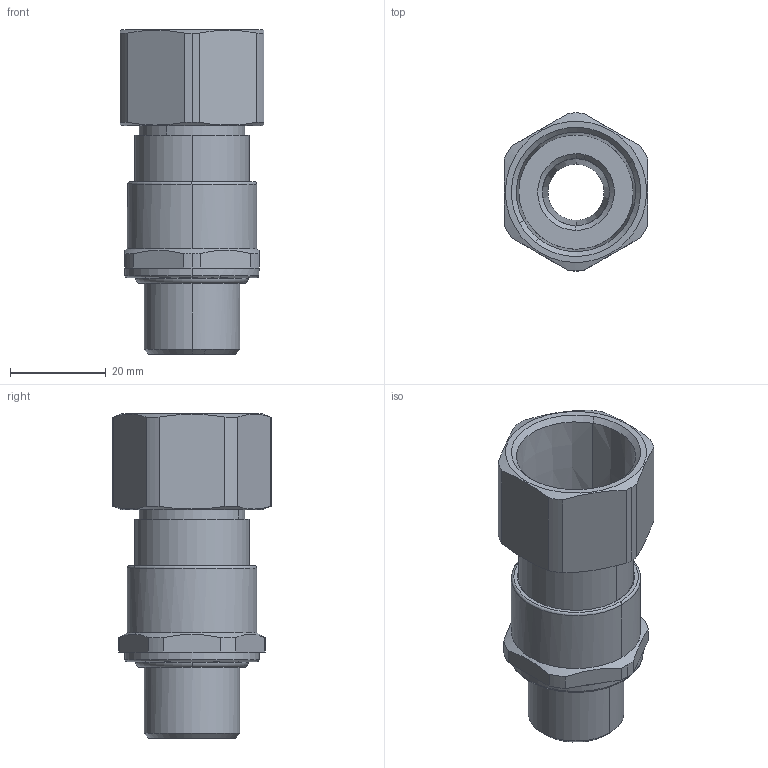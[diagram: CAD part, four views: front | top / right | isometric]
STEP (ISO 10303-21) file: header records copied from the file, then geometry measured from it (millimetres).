
FILE_DESCRIPTION(('CATIA V5 STEP Exchange','CAx-IF Rec.Pracs.--- Model Styling and Organization---1.4--- 2014-01-23'),'2;1');
FILE_NAME ('141536-1_1_1205290000_1205290000.stp','2020-12-23T07:59:57+00:00',('none'),('Weidmueller'),'CATIA Version 5-6 Release 2016 SP3 HF44','CATIA V5 STEP AP214','none');
FILE_SCHEMA(('AUTOMOTIVE_DESIGN { 1 0 10303 214 1 1 1 1 }'));
Length unit declared in the file: millimetre
Products named in the file (1): A2LC_20-M20-NPT0.75F-WM
Bounding box: 30 x 33 x 67.75 mm (x, y, z)
Volume: 21315.8 mm3; surface area: 14121.2 mm2
Topology: 3 solids, 3 shells, 126 faces, 312 edges, 198 vertices
Faces by surface type: cylinder 40, cone 33, plane 30, torus 23
Entity records: 3736 total; most frequent: CARTESIAN_POINT 852, ORIENTED_EDGE 624, DIRECTION 497, EDGE_CURVE 312, AXIS2_PLACEMENT_3D 292, VERTEX_POINT 198, CIRCLE 182, EDGE_LOOP 138
